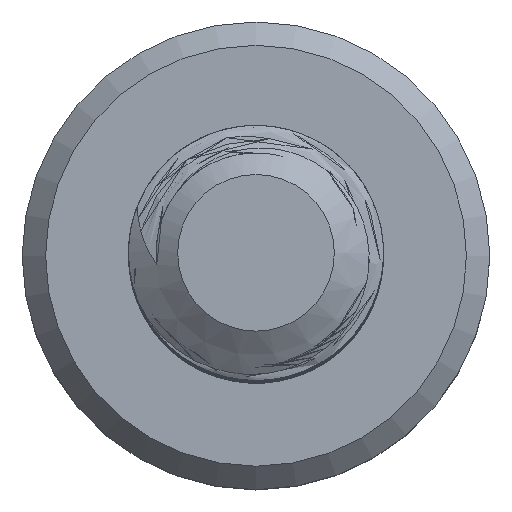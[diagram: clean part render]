
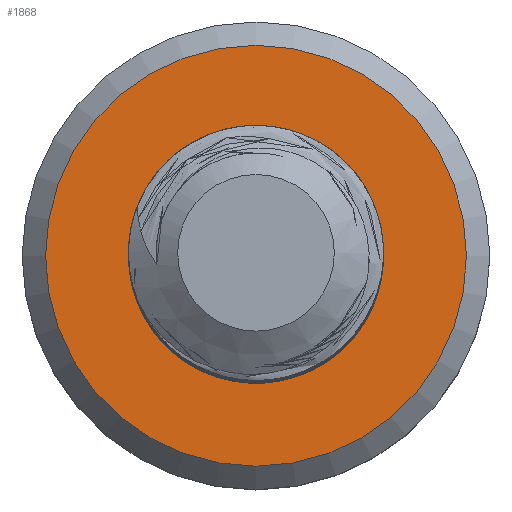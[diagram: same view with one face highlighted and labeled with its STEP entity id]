
A CAD part, top view. The second image highlights one B-rep face of the part: STEP entity #1868.
In plain terms, the highlighted planar face has unit normal (0, 0, 1).
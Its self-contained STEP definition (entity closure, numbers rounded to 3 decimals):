
#16=FACE_BOUND('',#241,.T.);
#19=PLANE('',#2001);
#135=FACE_OUTER_BOUND('',#240,.T.);
#240=EDGE_LOOP('',(#1649));
#241=EDGE_LOOP('',(#1650,#1651,#1652,#1653));
#254=CIRCLE('',#1896,1.5);
#259=CIRCLE('',#1981,2.475);
#265=CIRCLE('',#1992,1.175);
#440=B_SPLINE_CURVE_WITH_KNOTS('',3,(#9548,#9549,#9550,#9551,#9552,#9553,
#9554,#9555,#9556,#9557,#9558,#9559,#9560,#9561,#9562,#9563),
 .UNSPECIFIED.,.F.,.F.,(4,2,2,2,2,2,2,4),(0.,0.031,0.061,
0.107,0.169,0.247,0.321,
0.411),.UNSPECIFIED.);
#441=B_SPLINE_CURVE_WITH_KNOTS('',3,(#10598,#10599,#10600,#10601,#10602,
#10603,#10604,#10605,#10606,#10607,#10608,#10609,#10610,#10611,#10612,#10613,
#10614,#10615),.UNSPECIFIED.,.F.,.F.,(4,2,2,2,2,2,2,2,4),(0.,0.03,
0.057,0.11,0.163,0.216,
0.273,0.322,0.391),.UNSPECIFIED.);
#636=VERTEX_POINT('',#2355);
#637=VERTEX_POINT('',#2368);
#804=VERTEX_POINT('',#8416);
#812=VERTEX_POINT('',#8484);
#813=VERTEX_POINT('',#8497);
#826=EDGE_CURVE('',#636,#637,#254,.T.);
#1073=EDGE_CURVE('',#804,#804,#259,.T.);
#1087=EDGE_CURVE('',#813,#812,#265,.T.);
#1090=EDGE_CURVE('',#812,#637,#440,.T.);
#1091=EDGE_CURVE('',#636,#813,#441,.T.);
#1649=ORIENTED_EDGE('',*,*,#1073,.T.);
#1650=ORIENTED_EDGE('',*,*,#826,.F.);
#1651=ORIENTED_EDGE('',*,*,#1091,.T.);
#1652=ORIENTED_EDGE('',*,*,#1087,.T.);
#1653=ORIENTED_EDGE('',*,*,#1090,.T.);
#1868=ADVANCED_FACE('',(#135,#16),#19,.F.);
#1896=AXIS2_PLACEMENT_3D('',#2369,#2019,#2020);
#1981=AXIS2_PLACEMENT_3D('',#8418,#2269,#2270);
#1992=AXIS2_PLACEMENT_3D('',#8498,#2294,#2295);
#2001=AXIS2_PLACEMENT_3D('',#10627,#2312,#2313);
#2019=DIRECTION('center_axis',(0.,0.,1.));
#2020=DIRECTION('ref_axis',(1.,0.,0.));
#2269=DIRECTION('center_axis',(0.,0.,1.));
#2270=DIRECTION('ref_axis',(-1.,0.,0.));
#2294=DIRECTION('center_axis',(0.,0.,-1.));
#2295=DIRECTION('ref_axis',(1.,0.,0.));
#2312=DIRECTION('center_axis',(0.,0.,-1.));
#2313=DIRECTION('ref_axis',(-1.,0.,0.));
#2355=CARTESIAN_POINT('',(0.,1.5,-20.));
#2368=CARTESIAN_POINT('',(-1.051,1.07,-20.));
#2369=CARTESIAN_POINT('Origin',(0.,0.,-20.));
#8416=CARTESIAN_POINT('',(2.475,0.,-20.));
#8418=CARTESIAN_POINT('Origin',(0.,0.,-20.));
#8484=CARTESIAN_POINT('',(0.,-1.175,-20.));
#8497=CARTESIAN_POINT('',(0.823,-0.839,-20.));
#8498=CARTESIAN_POINT('Origin',(0.,0.,-20.));
#9548=CARTESIAN_POINT('Ctrl Pts',(0.,-1.175,
-20.));
#9549=CARTESIAN_POINT('Ctrl Pts',(-0.104,-1.186,
-20.));
#9550=CARTESIAN_POINT('Ctrl Pts',(-0.208,-1.184,
-20.));
#9551=CARTESIAN_POINT('Ctrl Pts',(-0.411,-1.154,
-20.));
#9552=CARTESIAN_POINT('Ctrl Pts',(-0.508,-1.128,
-20.));
#9553=CARTESIAN_POINT('Ctrl Pts',(-0.742,-1.032,
-20.));
#9554=CARTESIAN_POINT('Ctrl Pts',(-0.871,-0.949,
-20.));
#9555=CARTESIAN_POINT('Ctrl Pts',(-1.131,-0.704,
-20.));
#9556=CARTESIAN_POINT('Ctrl Pts',(-1.223,-0.547,
-20.));
#9557=CARTESIAN_POINT('Ctrl Pts',(-1.352,-0.258,
-20.));
#9558=CARTESIAN_POINT('Ctrl Pts',(-1.392,-0.084,
-20.));
#9559=CARTESIAN_POINT('Ctrl Pts',(-1.404,0.263,-20.));
#9560=CARTESIAN_POINT('Ctrl Pts',(-1.379,0.432,-20.));
#9561=CARTESIAN_POINT('Ctrl Pts',(-1.259,0.784,-20.));
#9562=CARTESIAN_POINT('Ctrl Pts',(-1.156,0.945,-20.));
#9563=CARTESIAN_POINT('Ctrl Pts',(-1.051,1.07,-20.));
#10598=CARTESIAN_POINT('Ctrl Pts',(0.,1.5,
-20.));
#10599=CARTESIAN_POINT('Ctrl Pts',(0.099,1.492,
-20.));
#10600=CARTESIAN_POINT('Ctrl Pts',(0.197,1.473,-20.));
#10601=CARTESIAN_POINT('Ctrl Pts',(0.38,1.418,-20.));
#10602=CARTESIAN_POINT('Ctrl Pts',(0.465,1.383,-20.));
#10603=CARTESIAN_POINT('Ctrl Pts',(0.7,1.259,-20.));
#10604=CARTESIAN_POINT('Ctrl Pts',(0.838,1.15,-20.));
#10605=CARTESIAN_POINT('Ctrl Pts',(1.069,0.886,-20.));
#10606=CARTESIAN_POINT('Ctrl Pts',(1.154,0.739,-20.));
#10607=CARTESIAN_POINT('Ctrl Pts',(1.263,0.453,-20.));
#10608=CARTESIAN_POINT('Ctrl Pts',(1.291,0.3,-20.));
#10609=CARTESIAN_POINT('Ctrl Pts',(1.292,-0.017,
-20.));
#10610=CARTESIAN_POINT('Ctrl Pts',(1.261,-0.179,
-20.));
#10611=CARTESIAN_POINT('Ctrl Pts',(1.149,-0.46,
-20.));
#10612=CARTESIAN_POINT('Ctrl Pts',(1.087,-0.555,
-20.));
#10613=CARTESIAN_POINT('Ctrl Pts',(0.98,-0.699,
-20.));
#10614=CARTESIAN_POINT('Ctrl Pts',(0.907,-0.774,
-20.));
#10615=CARTESIAN_POINT('Ctrl Pts',(0.823,-0.839,
-20.));
#10627=CARTESIAN_POINT('Origin',(0.,0.,-20.));
